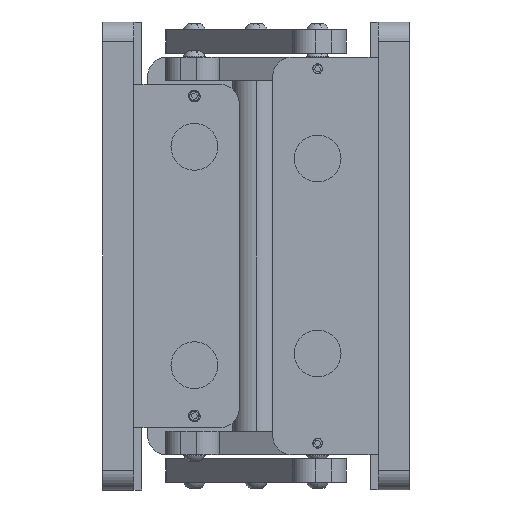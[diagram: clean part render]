
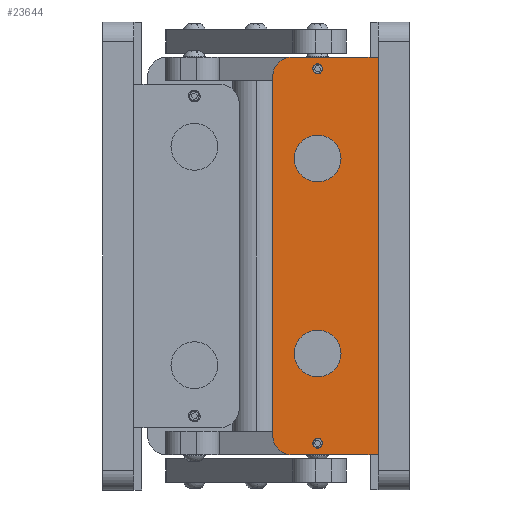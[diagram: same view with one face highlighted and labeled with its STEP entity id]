
A CAD part, left-side view. The second image highlights one B-rep face of the part: STEP entity #23644.
In plain terms, the highlighted planar face has unit normal (-1, 0, 0).
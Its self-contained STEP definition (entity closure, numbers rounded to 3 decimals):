
#288 = DIRECTION ( 'NONE',  ( 0., 0., 1. ) ) ;
#324 = DIRECTION ( 'NONE',  ( 1., 0., 0. ) ) ;
#347 = CIRCLE ( 'NONE', #24976, 5. ) ;
#609 = DIRECTION ( 'NONE',  ( -1., 0., 0. ) ) ;
#1417 = CIRCLE ( 'NONE', #17822, 6. ) ;
#1471 = DIRECTION ( 'NONE',  ( 0., -1., 0. ) ) ;
#1708 = CARTESIAN_POINT ( 'NONE',  ( 0., 25., 46. ) ) ;
#1981 = DIRECTION ( 'NONE',  ( 0., 0., 1. ) ) ;
#2082 = CARTESIAN_POINT ( 'NONE',  ( 0., 13.5, 46.75 ) ) ;
#2279 = CARTESIAN_POINT ( 'NONE',  ( 0., 13.5, 48. ) ) ;
#2403 = AXIS2_PLACEMENT_3D ( 'NONE', #4189, #31667, #24246 ) ;
#2735 = DIRECTION ( 'NONE',  ( 0., 0., 1. ) ) ;
#2759 = VERTEX_POINT ( 'NONE', #10922 ) ;
#3256 = DIRECTION ( 'NONE',  ( -1., 0., 0. ) ) ;
#3292 = DIRECTION ( 'NONE',  ( -1., 0., 0. ) ) ;
#3441 = VERTEX_POINT ( 'NONE', #21376 ) ;
#3591 = EDGE_LOOP ( 'NONE', ( #10650, #18007, #26388, #22348, #7776, #8062 ) ) ;
#3627 = CARTESIAN_POINT ( 'NONE',  ( 0., 13.5, 31. ) ) ;
#3941 = CIRCLE ( 'NONE', #2403, 5. ) ;
#4057 = FACE_BOUND ( 'NONE', #13699, .T. ) ;
#4189 = CARTESIAN_POINT ( 'NONE',  ( 0., 20., -46. ) ) ;
#4302 = ORIENTED_EDGE ( 'NONE', *, *, #10102, .F. ) ;
#4400 = EDGE_CURVE ( 'NONE', #15531, #17615, #9728, .T. ) ;
#4711 = ORIENTED_EDGE ( 'NONE', *, *, #13597, .T. ) ;
#5068 = LINE ( 'NONE', #27242, #19439 ) ;
#5211 = CARTESIAN_POINT ( 'NONE',  ( 0., -2., 51. ) ) ;
#5678 = EDGE_CURVE ( 'NONE', #31173, #31566, #22257, .T. ) ;
#5784 = CIRCLE ( 'NONE', #12461, 1.25 ) ;
#6341 = AXIS2_PLACEMENT_3D ( 'NONE', #11920, #9984, #26697 ) ;
#6430 = CIRCLE ( 'NONE', #13105, 6. ) ;
#6472 = FACE_BOUND ( 'NONE', #8407, .T. ) ;
#7463 = VERTEX_POINT ( 'NONE', #3627 ) ;
#7572 = DIRECTION ( 'NONE',  ( -1., 0., 0. ) ) ;
#7667 = VERTEX_POINT ( 'NONE', #5211 ) ;
#7776 = ORIENTED_EDGE ( 'NONE', *, *, #27794, .F. ) ;
#7818 = ORIENTED_EDGE ( 'NONE', *, *, #22533, .F. ) ;
#8062 = ORIENTED_EDGE ( 'NONE', *, *, #28909, .T. ) ;
#8090 = DIRECTION ( 'NONE',  ( 0., 0., 1. ) ) ;
#8407 = EDGE_LOOP ( 'NONE', ( #4302, #19813 ) ) ;
#8478 = EDGE_CURVE ( 'NONE', #7463, #3441, #24377, .T. ) ;
#9194 = FACE_BOUND ( 'NONE', #28809, .T. ) ;
#9525 = EDGE_CURVE ( 'NONE', #27188, #31566, #3941, .T. ) ;
#9728 = CIRCLE ( 'NONE', #27699, 1.25 ) ;
#9789 = CARTESIAN_POINT ( 'NONE',  ( 0., 13.5, 25. ) ) ;
#9984 = DIRECTION ( 'NONE',  ( 1., 0., 0. ) ) ;
#10102 = EDGE_CURVE ( 'NONE', #17615, #15531, #20374, .T. ) ;
#10636 = AXIS2_PLACEMENT_3D ( 'NONE', #25182, #609, #288 ) ;
#10650 = ORIENTED_EDGE ( 'NONE', *, *, #19110, .F. ) ;
#10922 = CARTESIAN_POINT ( 'NONE',  ( 0., 13.5, -31. ) ) ;
#11517 = EDGE_CURVE ( 'NONE', #3441, #7463, #22610, .T. ) ;
#11611 = CARTESIAN_POINT ( 'NONE',  ( 0., 13.5, 48. ) ) ;
#11856 = DIRECTION ( 'NONE',  ( 1., 0., 0. ) ) ;
#11920 = CARTESIAN_POINT ( 'NONE',  ( 0., -2., 51. ) ) ;
#12461 = AXIS2_PLACEMENT_3D ( 'NONE', #11611, #14172, #1981 ) ;
#12586 = DIRECTION ( 'NONE',  ( 0., 0., -1. ) ) ;
#13082 = DIRECTION ( 'NONE',  ( 0., 0., -1. ) ) ;
#13105 = AXIS2_PLACEMENT_3D ( 'NONE', #28650, #19306, #16746 ) ;
#13444 = CARTESIAN_POINT ( 'NONE',  ( 0., 20., 51. ) ) ;
#13597 = EDGE_CURVE ( 'NONE', #27507, #2759, #1417, .T. ) ;
#13699 = EDGE_LOOP ( 'NONE', ( #23546, #27964 ) ) ;
#14172 = DIRECTION ( 'NONE',  ( -1., 0., 0. ) ) ;
#14989 = CARTESIAN_POINT ( 'NONE',  ( 0., 25., 51. ) ) ;
#15044 = CARTESIAN_POINT ( 'NONE',  ( 0., 25., -46. ) ) ;
#15192 = DIRECTION ( 'NONE',  ( 0., 1., 0. ) ) ;
#15510 = EDGE_CURVE ( 'NONE', #7667, #31173, #5068, .T. ) ;
#15531 = VERTEX_POINT ( 'NONE', #26922 ) ;
#16272 = FACE_BOUND ( 'NONE', #18723, .T. ) ;
#16746 = DIRECTION ( 'NONE',  ( 0., 0., -1. ) ) ;
#17367 = DIRECTION ( 'NONE',  ( 0., 0., 1. ) ) ;
#17615 = VERTEX_POINT ( 'NONE', #21498 ) ;
#17822 = AXIS2_PLACEMENT_3D ( 'NONE', #24799, #29475, #12586 ) ;
#18007 = ORIENTED_EDGE ( 'NONE', *, *, #9525, .T. ) ;
#18022 = CARTESIAN_POINT ( 'NONE',  ( 0., 13.5, -48. ) ) ;
#18723 = EDGE_LOOP ( 'NONE', ( #24862, #7818 ) ) ;
#18953 = CARTESIAN_POINT ( 'NONE',  ( 0., 25., 51. ) ) ;
#19110 = EDGE_CURVE ( 'NONE', #27188, #28560, #22699, .T. ) ;
#19306 = DIRECTION ( 'NONE',  ( 1., 0., 0. ) ) ;
#19420 = VERTEX_POINT ( 'NONE', #28644 ) ;
#19439 = VECTOR ( 'NONE', #27569, 1000. ) ;
#19753 = VERTEX_POINT ( 'NONE', #2082 ) ;
#19787 = CARTESIAN_POINT ( 'NONE',  ( 0., 13.5, -19. ) ) ;
#19813 = ORIENTED_EDGE ( 'NONE', *, *, #4400, .F. ) ;
#19987 = VERTEX_POINT ( 'NONE', #13444 ) ;
#20374 = CIRCLE ( 'NONE', #10636, 1.25 ) ;
#20545 = EDGE_CURVE ( 'NONE', #19420, #19753, #5784, .T. ) ;
#21376 = CARTESIAN_POINT ( 'NONE',  ( 0., 13.5, 19. ) ) ;
#21489 = DIRECTION ( 'NONE',  ( 0., 0., 1. ) ) ;
#21498 = CARTESIAN_POINT ( 'NONE',  ( 0., 13.5, -46.75 ) ) ;
#21568 = CARTESIAN_POINT ( 'NONE',  ( 0., 20., -51. ) ) ;
#22178 = VECTOR ( 'NONE', #8090, 1000. ) ;
#22257 = LINE ( 'NONE', #27407, #27696 ) ;
#22348 = ORIENTED_EDGE ( 'NONE', *, *, #15510, .F. ) ;
#22533 = EDGE_CURVE ( 'NONE', #19753, #19420, #29531, .T. ) ;
#22610 = CIRCLE ( 'NONE', #30320, 6. ) ;
#22699 = LINE ( 'NONE', #14989, #22178 ) ;
#23546 = ORIENTED_EDGE ( 'NONE', *, *, #8478, .T. ) ;
#23644 = ADVANCED_FACE ( 'NONE', ( #6472, #16272, #9194, #26074, #4057 ), #28801, .F. ) ;
#23874 = AXIS2_PLACEMENT_3D ( 'NONE', #9789, #324, #2735 ) ;
#24246 = DIRECTION ( 'NONE',  ( 0., 0., -1. ) ) ;
#24377 = CIRCLE ( 'NONE', #23874, 6. ) ;
#24799 = CARTESIAN_POINT ( 'NONE',  ( 0., 13.5, -25. ) ) ;
#24854 = ORIENTED_EDGE ( 'NONE', *, *, #29215, .T. ) ;
#24862 = ORIENTED_EDGE ( 'NONE', *, *, #20545, .F. ) ;
#24976 = AXIS2_PLACEMENT_3D ( 'NONE', #25298, #3292, #13082 ) ;
#25182 = CARTESIAN_POINT ( 'NONE',  ( 0., 13.5, -48. ) ) ;
#25298 = CARTESIAN_POINT ( 'NONE',  ( 0., 20., 46. ) ) ;
#25575 = DIRECTION ( 'NONE',  ( 0., 0., 1. ) ) ;
#26010 = CARTESIAN_POINT ( 'NONE',  ( 0., 13.5, 25. ) ) ;
#26074 = FACE_OUTER_BOUND ( 'NONE', #3591, .T. ) ;
#26388 = ORIENTED_EDGE ( 'NONE', *, *, #5678, .F. ) ;
#26697 = DIRECTION ( 'NONE',  ( 0., 0., -1. ) ) ;
#26922 = CARTESIAN_POINT ( 'NONE',  ( 0., 13.5, -49.25 ) ) ;
#27188 = VERTEX_POINT ( 'NONE', #15044 ) ;
#27242 = CARTESIAN_POINT ( 'NONE',  ( 0., -2., 51. ) ) ;
#27407 = CARTESIAN_POINT ( 'NONE',  ( 0., 25., -51. ) ) ;
#27507 = VERTEX_POINT ( 'NONE', #19787 ) ;
#27569 = DIRECTION ( 'NONE',  ( 0., 0., -1. ) ) ;
#27696 = VECTOR ( 'NONE', #15192, 1000. ) ;
#27699 = AXIS2_PLACEMENT_3D ( 'NONE', #18022, #3256, #25575 ) ;
#27794 = EDGE_CURVE ( 'NONE', #19987, #7667, #28147, .T. ) ;
#27964 = ORIENTED_EDGE ( 'NONE', *, *, #11517, .T. ) ;
#28147 = LINE ( 'NONE', #18953, #29089 ) ;
#28560 = VERTEX_POINT ( 'NONE', #1708 ) ;
#28644 = CARTESIAN_POINT ( 'NONE',  ( 0., 13.5, 49.25 ) ) ;
#28650 = CARTESIAN_POINT ( 'NONE',  ( 0., 13.5, -25. ) ) ;
#28801 = PLANE ( 'NONE',  #6341 ) ;
#28809 = EDGE_LOOP ( 'NONE', ( #24854, #4711 ) ) ;
#28909 = EDGE_CURVE ( 'NONE', #19987, #28560, #347, .T. ) ;
#29089 = VECTOR ( 'NONE', #1471, 1000. ) ;
#29215 = EDGE_CURVE ( 'NONE', #2759, #27507, #6430, .T. ) ;
#29475 = DIRECTION ( 'NONE',  ( 1., 0., 0. ) ) ;
#29531 = CIRCLE ( 'NONE', #31073, 1.25 ) ;
#30132 = CARTESIAN_POINT ( 'NONE',  ( 0., -2., -51. ) ) ;
#30320 = AXIS2_PLACEMENT_3D ( 'NONE', #26010, #11856, #21489 ) ;
#31073 = AXIS2_PLACEMENT_3D ( 'NONE', #2279, #7572, #17367 ) ;
#31173 = VERTEX_POINT ( 'NONE', #30132 ) ;
#31566 = VERTEX_POINT ( 'NONE', #21568 ) ;
#31667 = DIRECTION ( 'NONE',  ( -1., 0., 0. ) ) ;
